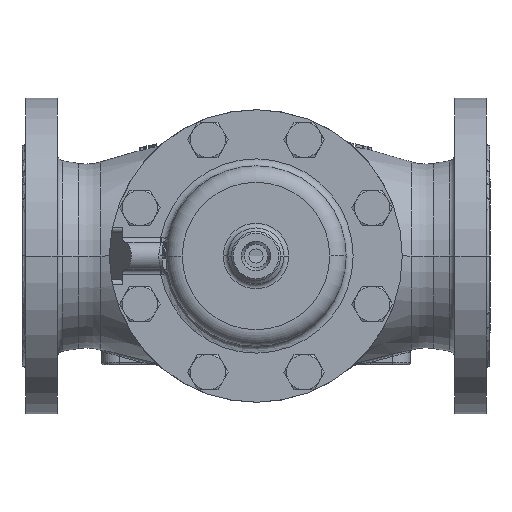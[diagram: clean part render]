
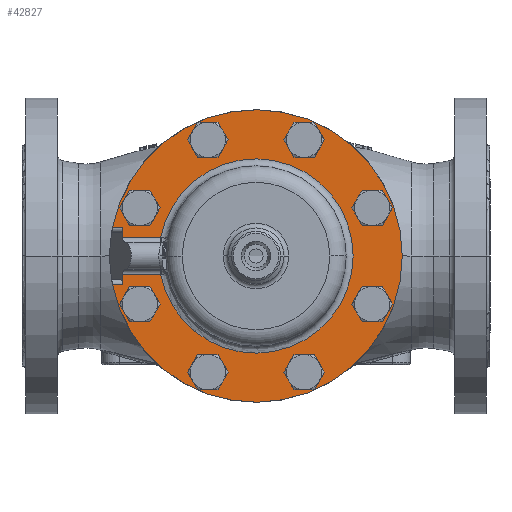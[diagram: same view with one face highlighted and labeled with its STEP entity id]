
A CAD part, front view. The second image highlights one B-rep face of the part: STEP entity #42827.
In plain terms, the highlighted planar face has unit normal (0, -1, 0).
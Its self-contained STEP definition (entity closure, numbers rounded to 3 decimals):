
#33645=CARTESIAN_POINT('',(-99.317,186.,-41.138));
#33646=DIRECTION('',(0.,1.,0.));
#33647=DIRECTION('',(-1.,0.,0.));
#33648=AXIS2_PLACEMENT_3D('',#33645,#33646,#33647);
#33650=CARTESIAN_POINT('',(-99.317,186.,-41.138));
#33651=DIRECTION('',(0.,1.,0.));
#33652=DIRECTION('',(1.,0.,0.));
#33653=AXIS2_PLACEMENT_3D('',#33650,#33651,#33652);
#33655=CARTESIAN_POINT('',(-41.138,186.,-99.317));
#33656=DIRECTION('',(0.,1.,0.));
#33657=DIRECTION('',(-1.,0.,0.));
#33658=AXIS2_PLACEMENT_3D('',#33655,#33656,#33657);
#33660=CARTESIAN_POINT('',(-41.138,186.,-99.317));
#33661=DIRECTION('',(0.,1.,0.));
#33662=DIRECTION('',(1.,0.,0.));
#33663=AXIS2_PLACEMENT_3D('',#33660,#33661,#33662);
#33665=CARTESIAN_POINT('',(41.138,186.,-99.317));
#33666=DIRECTION('',(0.,1.,0.));
#33667=DIRECTION('',(-1.,0.,0.));
#33668=AXIS2_PLACEMENT_3D('',#33665,#33666,#33667);
#33670=CARTESIAN_POINT('',(41.138,186.,-99.317));
#33671=DIRECTION('',(0.,1.,0.));
#33672=DIRECTION('',(1.,0.,0.));
#33673=AXIS2_PLACEMENT_3D('',#33670,#33671,#33672);
#33675=CARTESIAN_POINT('',(99.317,186.,-41.138));
#33676=DIRECTION('',(0.,1.,0.));
#33677=DIRECTION('',(-1.,0.,0.));
#33678=AXIS2_PLACEMENT_3D('',#33675,#33676,#33677);
#33680=CARTESIAN_POINT('',(99.317,186.,-41.138));
#33681=DIRECTION('',(0.,1.,0.));
#33682=DIRECTION('',(1.,0.,0.));
#33683=AXIS2_PLACEMENT_3D('',#33680,#33681,#33682);
#33685=CARTESIAN_POINT('',(99.317,186.,41.138));
#33686=DIRECTION('',(0.,1.,0.));
#33687=DIRECTION('',(-1.,0.,0.));
#33688=AXIS2_PLACEMENT_3D('',#33685,#33686,#33687);
#33690=CARTESIAN_POINT('',(99.317,186.,41.138));
#33691=DIRECTION('',(0.,1.,0.));
#33692=DIRECTION('',(1.,0.,0.));
#33693=AXIS2_PLACEMENT_3D('',#33690,#33691,#33692);
#33695=CARTESIAN_POINT('',(41.138,186.,99.317));
#33696=DIRECTION('',(0.,1.,0.));
#33697=DIRECTION('',(-1.,0.,0.));
#33698=AXIS2_PLACEMENT_3D('',#33695,#33696,#33697);
#33700=CARTESIAN_POINT('',(41.138,186.,99.317));
#33701=DIRECTION('',(0.,1.,0.));
#33702=DIRECTION('',(1.,0.,0.));
#33703=AXIS2_PLACEMENT_3D('',#33700,#33701,#33702);
#33705=CARTESIAN_POINT('',(-41.138,186.,99.317));
#33706=DIRECTION('',(0.,1.,0.));
#33707=DIRECTION('',(-1.,0.,0.));
#33708=AXIS2_PLACEMENT_3D('',#33705,#33706,#33707);
#33710=CARTESIAN_POINT('',(-41.138,186.,99.317));
#33711=DIRECTION('',(0.,1.,0.));
#33712=DIRECTION('',(1.,0.,0.));
#33713=AXIS2_PLACEMENT_3D('',#33710,#33711,#33712);
#33715=CARTESIAN_POINT('',(-99.317,186.,41.138));
#33716=DIRECTION('',(0.,1.,0.));
#33717=DIRECTION('',(-1.,0.,0.));
#33718=AXIS2_PLACEMENT_3D('',#33715,#33716,#33717);
#33720=CARTESIAN_POINT('',(-99.317,186.,41.138));
#33721=DIRECTION('',(0.,1.,0.));
#33722=DIRECTION('',(1.,0.,0.));
#33723=AXIS2_PLACEMENT_3D('',#33720,#33721,#33722);
#33725=DIRECTION('',(-1.,0.,0.));
#33726=VECTOR('',#33725,8.644);
#33727=CARTESIAN_POINT('',(-114.03,186.,-24.));
#33728=LINE('',#33727,#33726);
#33729=DIRECTION('',(1.,0.,0.));
#33730=VECTOR('',#33729,32.532);
#33731=CARTESIAN_POINT('',(-114.03,186.,-15.716));
#33732=LINE('',#33731,#33730);
#33733=DIRECTION('',(1.,0.,0.));
#33734=VECTOR('',#33733,32.532);
#33735=CARTESIAN_POINT('',(-114.03,186.,15.716));
#33736=LINE('',#33735,#33734);
#33737=DIRECTION('',(1.,0.,0.));
#33738=VECTOR('',#33737,8.644);
#33739=CARTESIAN_POINT('',(-122.674,186.,24.));
#33740=LINE('',#33739,#33738);
#33859=CARTESIAN_POINT('',(-122.674,186.,-24.));
#33868=CARTESIAN_POINT('',(0.,186.,0.));
#33869=DIRECTION('',(0.,1.,0.));
#33870=DIRECTION('',(1.,0.,0.));
#33871=AXIS2_PLACEMENT_3D('',#33868,#33869,#33870);
#33898=DIRECTION('',(0.,0.,-1.));
#33899=VECTOR('',#33898,8.284);
#33900=CARTESIAN_POINT('',(-114.03,186.,24.));
#33901=LINE('',#33900,#33899);
#33902=DIRECTION('',(0.,0.,-1.));
#33903=VECTOR('',#33902,8.284);
#33904=CARTESIAN_POINT('',(-114.03,186.,-15.716));
#33905=LINE('',#33904,#33903);
#33929=CARTESIAN_POINT('',(-122.674,186.,24.));
#33948=CARTESIAN_POINT('',(0.,186.,0.));
#33949=DIRECTION('',(0.,-1.,0.));
#33950=DIRECTION('',(1.,0.,0.));
#33951=AXIS2_PLACEMENT_3D('',#33948,#33949,#33950);
#33963=CARTESIAN_POINT('',(-114.03,186.,15.716));
#36710=CARTESIAN_POINT('',(-114.03,186.,-15.716));
#36721=CARTESIAN_POINT('',(0.,186.,0.));
#36722=DIRECTION('',(0.,1.,0.));
#36723=DIRECTION('',(-0.982,0.,0.189));
#36724=AXIS2_PLACEMENT_3D('',#36721,#36722,#36723);
#40876=CARTESIAN_POINT('',(125.,186.,0.));
#40878=VERTEX_POINT('',#40876);
#40894=CARTESIAN_POINT('',(-110.317,186.,-41.138));
#40895=CARTESIAN_POINT('',(-88.317,186.,-41.138));
#40896=VERTEX_POINT('',#40894);
#40897=VERTEX_POINT('',#40895);
#40908=CARTESIAN_POINT('',(-52.138,186.,-99.317));
#40909=CARTESIAN_POINT('',(-30.138,186.,-99.317));
#40910=VERTEX_POINT('',#40908);
#40911=VERTEX_POINT('',#40909);
#40922=CARTESIAN_POINT('',(30.138,186.,-99.317));
#40923=CARTESIAN_POINT('',(52.138,186.,-99.317));
#40924=VERTEX_POINT('',#40922);
#40925=VERTEX_POINT('',#40923);
#40936=CARTESIAN_POINT('',(88.317,186.,-41.138));
#40937=CARTESIAN_POINT('',(110.317,186.,-41.138));
#40938=VERTEX_POINT('',#40936);
#40939=VERTEX_POINT('',#40937);
#40950=CARTESIAN_POINT('',(88.317,186.,41.138));
#40951=CARTESIAN_POINT('',(110.317,186.,41.138));
#40952=VERTEX_POINT('',#40950);
#40953=VERTEX_POINT('',#40951);
#40964=CARTESIAN_POINT('',(30.138,186.,99.317));
#40965=CARTESIAN_POINT('',(52.138,186.,99.317));
#40966=VERTEX_POINT('',#40964);
#40967=VERTEX_POINT('',#40965);
#40978=CARTESIAN_POINT('',(-52.138,186.,99.317));
#40979=CARTESIAN_POINT('',(-30.138,186.,99.317));
#40980=VERTEX_POINT('',#40978);
#40981=VERTEX_POINT('',#40979);
#40992=CARTESIAN_POINT('',(-110.317,186.,41.138));
#40993=CARTESIAN_POINT('',(-88.317,186.,41.138));
#40994=VERTEX_POINT('',#40992);
#40995=VERTEX_POINT('',#40993);
#41011=VERTEX_POINT('',#36710);
#41012=VERTEX_POINT('',#33963);
#41022=CARTESIAN_POINT('',(-81.498,186.,-15.716));
#41024=VERTEX_POINT('',#41022);
#41026=CARTESIAN_POINT('',(-81.498,186.,15.716));
#41027=VERTEX_POINT('',#41026);
#41032=VERTEX_POINT('',#33859);
#41036=CARTESIAN_POINT('',(-114.03,186.,-24.));
#41037=VERTEX_POINT('',#41036);
#41042=VERTEX_POINT('',#33929);
#41043=CARTESIAN_POINT('',(-114.03,186.,24.));
#41044=VERTEX_POINT('',#41043);
#42755=CARTESIAN_POINT('',(0.,186.,0.));
#42756=DIRECTION('',(0.,1.,0.));
#42757=DIRECTION('',(1.,0.,0.));
#42758=AXIS2_PLACEMENT_3D('',#42755,#42756,#42757);
#42759=PLANE('',#42758);
#42761=ORIENTED_EDGE('',*,*,#42760,.F.);
#42763=ORIENTED_EDGE('',*,*,#42762,.F.);
#42765=ORIENTED_EDGE('',*,*,#42764,.T.);
#42767=ORIENTED_EDGE('',*,*,#42766,.F.);
#42769=ORIENTED_EDGE('',*,*,#42768,.F.);
#42771=ORIENTED_EDGE('',*,*,#42770,.F.);
#42773=ORIENTED_EDGE('',*,*,#42772,.F.);
#42775=ORIENTED_EDGE('',*,*,#42774,.F.);
#42777=ORIENTED_EDGE('',*,*,#42776,.T.);
#42778=EDGE_LOOP('',(#42761,#42763,#42765,#42767,#42769,#42771,#42773,#42775,
#42777));
#42779=FACE_OUTER_BOUND('',#42778,.F.);
#42781=ORIENTED_EDGE('',*,*,#42780,.F.);
#42783=ORIENTED_EDGE('',*,*,#42782,.F.);
#42784=EDGE_LOOP('',(#42781,#42783));
#42785=FACE_BOUND('',#42784,.F.);
#42787=ORIENTED_EDGE('',*,*,#42786,.F.);
#42789=ORIENTED_EDGE('',*,*,#42788,.F.);
#42790=EDGE_LOOP('',(#42787,#42789));
#42791=FACE_BOUND('',#42790,.F.);
#42793=ORIENTED_EDGE('',*,*,#42792,.F.);
#42795=ORIENTED_EDGE('',*,*,#42794,.F.);
#42796=EDGE_LOOP('',(#42793,#42795));
#42797=FACE_BOUND('',#42796,.F.);
#42799=ORIENTED_EDGE('',*,*,#42798,.F.);
#42801=ORIENTED_EDGE('',*,*,#42800,.F.);
#42802=EDGE_LOOP('',(#42799,#42801));
#42803=FACE_BOUND('',#42802,.F.);
#42805=ORIENTED_EDGE('',*,*,#42804,.F.);
#42807=ORIENTED_EDGE('',*,*,#42806,.F.);
#42808=EDGE_LOOP('',(#42805,#42807));
#42809=FACE_BOUND('',#42808,.F.);
#42811=ORIENTED_EDGE('',*,*,#42810,.F.);
#42813=ORIENTED_EDGE('',*,*,#42812,.F.);
#42814=EDGE_LOOP('',(#42811,#42813));
#42815=FACE_BOUND('',#42814,.F.);
#42816=ORIENTED_EDGE('',*,*,#42741,.F.);
#42818=ORIENTED_EDGE('',*,*,#42817,.F.);
#42819=EDGE_LOOP('',(#42816,#42818));
#42820=FACE_BOUND('',#42819,.F.);
#42822=ORIENTED_EDGE('',*,*,#42821,.F.);
#42824=ORIENTED_EDGE('',*,*,#42823,.F.);
#42825=EDGE_LOOP('',(#42822,#42824));
#42826=FACE_BOUND('',#42825,.F.);
#42827=ADVANCED_FACE('',(#42779,#42785,#42791,#42797,#42803,#42809,#42815,
#42820,#42826),#42759,.F.);
#33649=CIRCLE('',#33648,11.);
#33654=CIRCLE('',#33653,11.);
#33659=CIRCLE('',#33658,11.);
#33664=CIRCLE('',#33663,11.);
#33669=CIRCLE('',#33668,11.);
#33674=CIRCLE('',#33673,11.);
#33679=CIRCLE('',#33678,11.);
#33684=CIRCLE('',#33683,11.);
#33689=CIRCLE('',#33688,11.);
#33694=CIRCLE('',#33693,11.);
#33699=CIRCLE('',#33698,11.);
#33704=CIRCLE('',#33703,11.);
#33709=CIRCLE('',#33708,11.);
#33714=CIRCLE('',#33713,11.);
#33719=CIRCLE('',#33718,11.);
#33724=CIRCLE('',#33723,11.);
#33872=CIRCLE('',#33871,125.);
#33952=CIRCLE('',#33951,125.);
#36725=CIRCLE('',#36724,83.);
#42741=EDGE_CURVE('',#40994,#40995,#33719,.T.);
#42760=EDGE_CURVE('',#41037,#41032,#33728,.T.);
#42762=EDGE_CURVE('',#41011,#41037,#33905,.T.);
#42764=EDGE_CURVE('',#41011,#41024,#33732,.T.);
#42766=EDGE_CURVE('',#41027,#41024,#36725,.T.);
#42768=EDGE_CURVE('',#41012,#41027,#33736,.T.);
#42770=EDGE_CURVE('',#41044,#41012,#33901,.T.);
#42772=EDGE_CURVE('',#41042,#41044,#33740,.T.);
#42774=EDGE_CURVE('',#40878,#41042,#33952,.T.);
#42776=EDGE_CURVE('',#40878,#41032,#33872,.T.);
#42780=EDGE_CURVE('',#40910,#40911,#33659,.T.);
#42782=EDGE_CURVE('',#40911,#40910,#33664,.T.);
#42786=EDGE_CURVE('',#40924,#40925,#33669,.T.);
#42788=EDGE_CURVE('',#40925,#40924,#33674,.T.);
#42792=EDGE_CURVE('',#40938,#40939,#33679,.T.);
#42794=EDGE_CURVE('',#40939,#40938,#33684,.T.);
#42798=EDGE_CURVE('',#40952,#40953,#33689,.T.);
#42800=EDGE_CURVE('',#40953,#40952,#33694,.T.);
#42804=EDGE_CURVE('',#40966,#40967,#33699,.T.);
#42806=EDGE_CURVE('',#40967,#40966,#33704,.T.);
#42810=EDGE_CURVE('',#40980,#40981,#33709,.T.);
#42812=EDGE_CURVE('',#40981,#40980,#33714,.T.);
#42817=EDGE_CURVE('',#40995,#40994,#33724,.T.);
#42821=EDGE_CURVE('',#40896,#40897,#33649,.T.);
#42823=EDGE_CURVE('',#40897,#40896,#33654,.T.);
